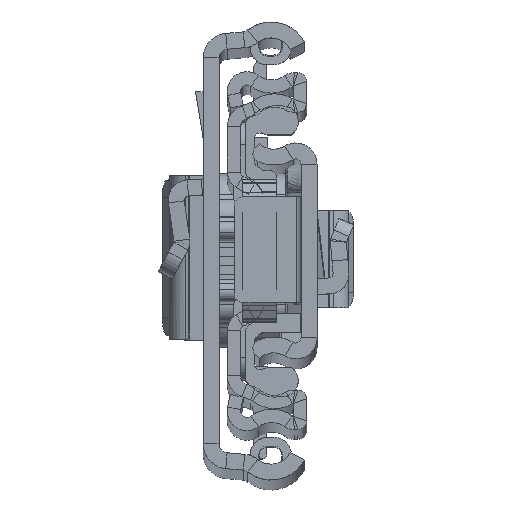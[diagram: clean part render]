
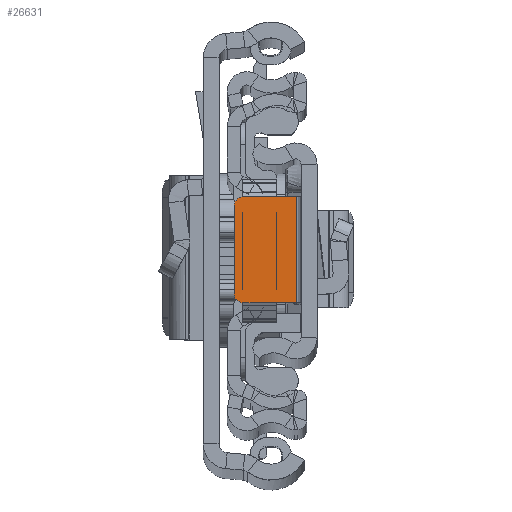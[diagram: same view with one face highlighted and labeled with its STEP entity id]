
A CAD part, top view. The second image highlights one B-rep face of the part: STEP entity #26631.
In plain terms, the highlighted planar face has unit normal (0, 0, 1).
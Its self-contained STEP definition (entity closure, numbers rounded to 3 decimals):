
#664 = CARTESIAN_POINT ( 'NONE',  ( -9.4, -4.849, -6.8 ) ) ;
#804 = VERTEX_POINT ( 'NONE', #21014 ) ;
#1175 = CARTESIAN_POINT ( 'NONE',  ( -9.4, 6.151, -6.8 ) ) ;
#1911 = CARTESIAN_POINT ( 'NONE',  ( 0., 0., -6.8 ) ) ;
#2595 = DIRECTION ( 'NONE',  ( -1., 0., 0. ) ) ;
#2941 = DIRECTION ( 'NONE',  ( 1., 0., 0. ) ) ;
#3228 = ORIENTED_EDGE ( 'NONE', *, *, #7497, .T. ) ;
#3430 = LINE ( 'NONE', #1175, #27306 ) ;
#4123 = EDGE_CURVE ( 'NONE', #12418, #804, #21232, .T. ) ;
#4149 = FACE_OUTER_BOUND ( 'NONE', #28486, .T. ) ;
#4444 = DIRECTION ( 'NONE',  ( 0., 0., 1. ) ) ;
#6251 = EDGE_CURVE ( 'NONE', #6288, #804, #21216, .T. ) ;
#6288 = VERTEX_POINT ( 'NONE', #664 ) ;
#6543 = DIRECTION ( 'NONE',  ( 0., -1., 0. ) ) ;
#7266 = ORIENTED_EDGE ( 'NONE', *, *, #4123, .F. ) ;
#7326 = CARTESIAN_POINT ( 'NONE',  ( -9.4, 5.151, -6.8 ) ) ;
#7497 = EDGE_CURVE ( 'NONE', #20317, #8871, #20713, .T. ) ;
#8871 = VERTEX_POINT ( 'NONE', #7326 ) ;
#9110 = LINE ( 'NONE', #14117, #23100 ) ;
#9147 = ORIENTED_EDGE ( 'NONE', *, *, #27191, .F. ) ;
#9477 = VECTOR ( 'NONE', #6543, 1000. ) ;
#9647 = CARTESIAN_POINT ( 'NONE',  ( -2.3, -5.849, -6.8 ) ) ;
#11118 = LINE ( 'NONE', #20339, #9477 ) ;
#11169 = ORIENTED_EDGE ( 'NONE', *, *, #6251, .T. ) ;
#11893 = DIRECTION ( 'NONE',  ( 0., 0., 1. ) ) ;
#12418 = VERTEX_POINT ( 'NONE', #9647 ) ;
#13242 = CARTESIAN_POINT ( 'NONE',  ( -8.4, 5.151, -6.8 ) ) ;
#13890 = VECTOR ( 'NONE', #2595, 1000. ) ;
#13920 = EDGE_CURVE ( 'NONE', #20317, #18212, #9110, .T. ) ;
#14032 = CARTESIAN_POINT ( 'NONE',  ( -8.4, -4.849, -6.8 ) ) ;
#14117 = CARTESIAN_POINT ( 'NONE',  ( -1.8, 6.151, -6.8 ) ) ;
#15202 = DIRECTION ( 'NONE',  ( 1., 0., 0. ) ) ;
#17691 = AXIS2_PLACEMENT_3D ( 'NONE', #1911, #4444, #20518 ) ;
#18212 = VERTEX_POINT ( 'NONE', #27569 ) ;
#18709 = CARTESIAN_POINT ( 'NONE',  ( -8.4, 6.151, -6.8 ) ) ;
#20317 = VERTEX_POINT ( 'NONE', #18709 ) ;
#20339 = CARTESIAN_POINT ( 'NONE',  ( -2.3, 6.151, -6.8 ) ) ;
#20518 = DIRECTION ( 'NONE',  ( 1., 0., 0. ) ) ;
#20713 = CIRCLE ( 'NONE', #24586, 1. ) ;
#21014 = CARTESIAN_POINT ( 'NONE',  ( -8.4, -5.849, -6.8 ) ) ;
#21216 = CIRCLE ( 'NONE', #28915, 1. ) ;
#21232 = LINE ( 'NONE', #25882, #13890 ) ;
#21656 = EDGE_CURVE ( 'NONE', #6288, #8871, #3430, .T. ) ;
#22174 = ORIENTED_EDGE ( 'NONE', *, *, #21656, .F. ) ;
#22463 = DIRECTION ( 'NONE',  ( 0., 0., 1. ) ) ;
#23100 = VECTOR ( 'NONE', #27854, 1000. ) ;
#23256 = PLANE ( 'NONE',  #17691 ) ;
#24344 = ORIENTED_EDGE ( 'NONE', *, *, #13920, .F. ) ;
#24586 = AXIS2_PLACEMENT_3D ( 'NONE', #13242, #22463, #15202 ) ;
#25882 = CARTESIAN_POINT ( 'NONE',  ( -9.4, -5.849, -6.8 ) ) ;
#26265 = DIRECTION ( 'NONE',  ( 0., 1., 0. ) ) ;
#26631 = ADVANCED_FACE ( 'NONE', ( #4149 ), #23256, .T. ) ;
#27191 = EDGE_CURVE ( 'NONE', #18212, #12418, #11118, .T. ) ;
#27306 = VECTOR ( 'NONE', #26265, 1000. ) ;
#27569 = CARTESIAN_POINT ( 'NONE',  ( -2.3, 6.151, -6.8 ) ) ;
#27854 = DIRECTION ( 'NONE',  ( 1., 0., 0. ) ) ;
#28486 = EDGE_LOOP ( 'NONE', ( #22174, #11169, #7266, #9147, #24344, #3228 ) ) ;
#28915 = AXIS2_PLACEMENT_3D ( 'NONE', #14032, #11893, #2941 ) ;
